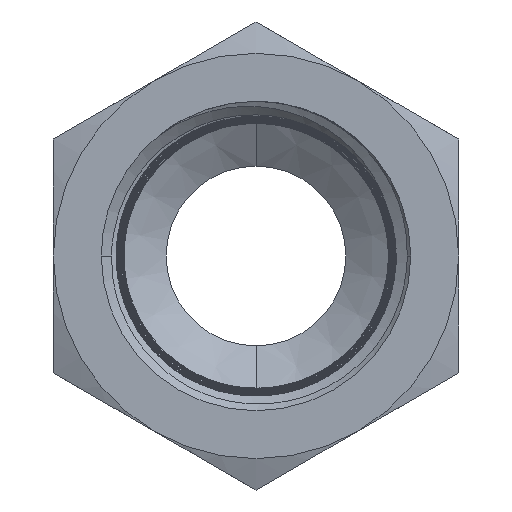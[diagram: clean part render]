
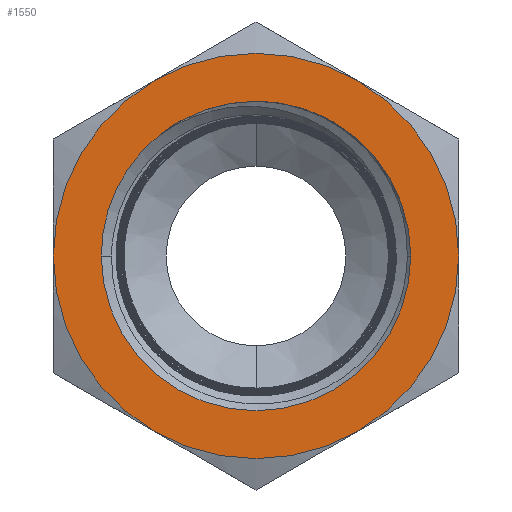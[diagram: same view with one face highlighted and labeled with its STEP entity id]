
A CAD part, left-side view. The second image highlights one B-rep face of the part: STEP entity #1550.
In plain terms, the highlighted face is planar.
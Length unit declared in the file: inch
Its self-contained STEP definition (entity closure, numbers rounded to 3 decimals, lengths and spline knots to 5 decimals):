
#27=FACE_BOUND('',#343,.T.);
#36=PLANE('',#1682);
#250=FACE_OUTER_BOUND('',#342,.T.);
#342=EDGE_LOOP('',(#1415,#1416,#1417,#1418,#1419,#1420));
#343=EDGE_LOOP('',(#1421,#1422,#1423,#1424));
#353=CIRCLE('',#1574,0.02067);
#354=CIRCLE('',#1576,0.02067);
#355=CIRCLE('',#1604,0.02067);
#381=CIRCLE('',#1670,0.02707);
#382=CIRCLE('',#1672,0.02707);
#383=CIRCLE('',#1674,0.02707);
#384=CIRCLE('',#1676,0.02707);
#385=CIRCLE('',#1678,0.02707);
#386=CIRCLE('',#1680,0.02707);
#387=CIRCLE('',#1683,0.02067);
#599=VERTEX_POINT('',#2327);
#600=VERTEX_POINT('',#2329);
#601=VERTEX_POINT('',#2333);
#655=VERTEX_POINT('',#7220);
#707=VERTEX_POINT('',#8806);
#710=VERTEX_POINT('',#8823);
#713=VERTEX_POINT('',#8840);
#716=VERTEX_POINT('',#8857);
#719=VERTEX_POINT('',#8874);
#722=VERTEX_POINT('',#8891);
#755=EDGE_CURVE('',#599,#600,#353,.T.);
#758=EDGE_CURVE('',#600,#601,#354,.T.);
#839=EDGE_CURVE('',#601,#655,#355,.T.);
#947=EDGE_CURVE('',#713,#710,#381,.T.);
#948=EDGE_CURVE('',#716,#713,#382,.T.);
#949=EDGE_CURVE('',#719,#716,#383,.T.);
#950=EDGE_CURVE('',#722,#719,#384,.T.);
#951=EDGE_CURVE('',#707,#722,#385,.T.);
#952=EDGE_CURVE('',#710,#707,#386,.T.);
#963=EDGE_CURVE('',#655,#599,#387,.T.);
#1415=ORIENTED_EDGE('',*,*,#947,.T.);
#1416=ORIENTED_EDGE('',*,*,#952,.T.);
#1417=ORIENTED_EDGE('',*,*,#951,.T.);
#1418=ORIENTED_EDGE('',*,*,#950,.T.);
#1419=ORIENTED_EDGE('',*,*,#949,.T.);
#1420=ORIENTED_EDGE('',*,*,#948,.T.);
#1421=ORIENTED_EDGE('',*,*,#963,.F.);
#1422=ORIENTED_EDGE('',*,*,#839,.F.);
#1423=ORIENTED_EDGE('',*,*,#758,.F.);
#1424=ORIENTED_EDGE('',*,*,#755,.F.);
#1550=ADVANCED_FACE('',(#250,#27),#36,.T.);
#1574=AXIS2_PLACEMENT_3D('',#2330,#1730,#1731);
#1576=AXIS2_PLACEMENT_3D('',#2348,#1735,#1736);
#1604=AXIS2_PLACEMENT_3D('',#7243,#1818,#1819);
#1670=AXIS2_PLACEMENT_3D('',#8911,#1978,#1979);
#1672=AXIS2_PLACEMENT_3D('',#8913,#1982,#1983);
#1674=AXIS2_PLACEMENT_3D('',#8915,#1986,#1987);
#1676=AXIS2_PLACEMENT_3D('',#8917,#1990,#1991);
#1678=AXIS2_PLACEMENT_3D('',#8919,#1994,#1995);
#1680=AXIS2_PLACEMENT_3D('',#8921,#1998,#1999);
#1682=AXIS2_PLACEMENT_3D('',#13064,#2002,#2003);
#1683=AXIS2_PLACEMENT_3D('',#13065,#2004,#2005);
#1730=DIRECTION('center_axis',(1.,0.,0.));
#1731=DIRECTION('ref_axis',(0.,0.,-1.));
#1735=DIRECTION('center_axis',(1.,0.,0.));
#1736=DIRECTION('ref_axis',(0.,0.,-1.));
#1818=DIRECTION('center_axis',(1.,0.,0.));
#1819=DIRECTION('ref_axis',(0.,1.,0.));
#1978=DIRECTION('center_axis',(1.,0.,0.));
#1979=DIRECTION('ref_axis',(0.,0.,-1.));
#1982=DIRECTION('center_axis',(1.,0.,0.));
#1983=DIRECTION('ref_axis',(0.,0.,-1.));
#1986=DIRECTION('center_axis',(1.,0.,0.));
#1987=DIRECTION('ref_axis',(0.,0.,-1.));
#1990=DIRECTION('center_axis',(1.,0.,0.));
#1991=DIRECTION('ref_axis',(0.,0.,-1.));
#1994=DIRECTION('center_axis',(1.,0.,0.));
#1995=DIRECTION('ref_axis',(0.,0.,-1.));
#1998=DIRECTION('center_axis',(1.,0.,0.));
#1999=DIRECTION('ref_axis',(0.,0.,-1.));
#2002=DIRECTION('center_axis',(1.,0.,0.));
#2003=DIRECTION('ref_axis',(0.,0.,-1.));
#2004=DIRECTION('center_axis',(1.,0.,0.));
#2005=DIRECTION('ref_axis',(0.,0.,-1.));
#2327=CARTESIAN_POINT('',(0.04055,0.,0.02067));
#2329=CARTESIAN_POINT('',(0.04055,0.,-0.02067));
#2330=CARTESIAN_POINT('Origin',(0.04055,0.,
0.));
#2333=CARTESIAN_POINT('',(0.04055,0.02067,0.));
#2348=CARTESIAN_POINT('Origin',(0.04055,0.,
0.));
#7220=CARTESIAN_POINT('',(0.04055,0.01602,0.01306));
#7243=CARTESIAN_POINT('Origin',(0.04055,0.,
0.));
#8806=CARTESIAN_POINT('',(0.04055,0.02344,-0.01353));
#8823=CARTESIAN_POINT('',(0.04055,0.,-0.02707));
#8840=CARTESIAN_POINT('',(0.04055,-0.02344,-0.01353));
#8857=CARTESIAN_POINT('',(0.04055,-0.02344,0.01353));
#8874=CARTESIAN_POINT('',(0.04055,0.,0.02707));
#8891=CARTESIAN_POINT('',(0.04055,0.02344,0.01353));
#8911=CARTESIAN_POINT('Origin',(0.04055,0.,
0.));
#8913=CARTESIAN_POINT('Origin',(0.04055,0.,
0.));
#8915=CARTESIAN_POINT('Origin',(0.04055,0.,
0.));
#8917=CARTESIAN_POINT('Origin',(0.04055,0.,
0.));
#8919=CARTESIAN_POINT('Origin',(0.04055,0.,
0.));
#8921=CARTESIAN_POINT('Origin',(0.04055,0.,
0.));
#13064=CARTESIAN_POINT('Origin',(0.04055,0.04688,
0.02707));
#13065=CARTESIAN_POINT('Origin',(0.04055,0.,
0.));
